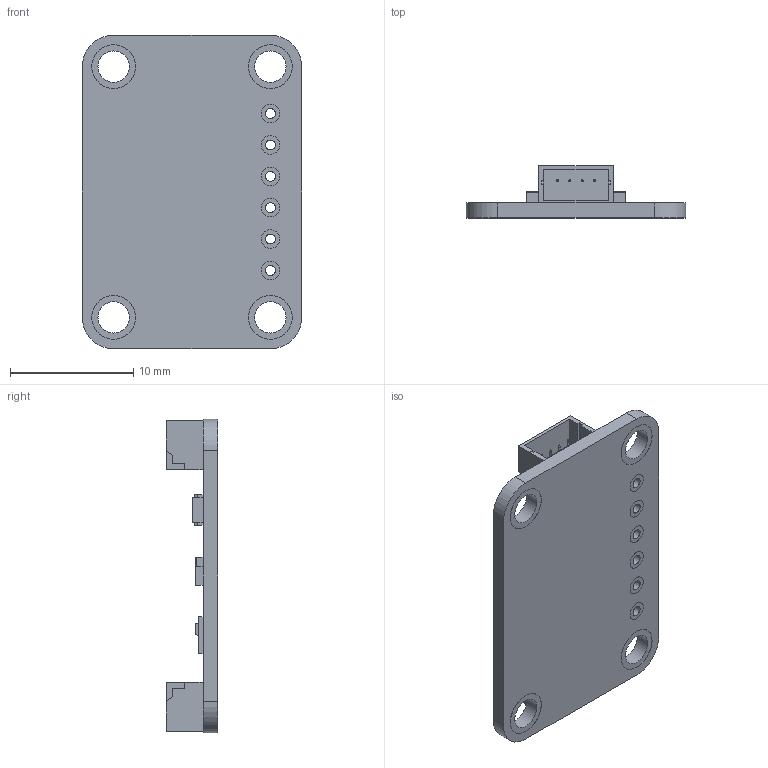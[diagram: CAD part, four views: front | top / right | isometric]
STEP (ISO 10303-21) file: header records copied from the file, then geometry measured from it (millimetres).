
FILE_DESCRIPTION(/* description */ (''),/* implementation_level */ '2;1');
FILE_NAME(/* name */ 'TSL2591.stp',/* time_stamp */ '2021-04-20T14:55:44+02:00',/* author */ ('Charles'),/* organization */ (''),/* preprocessor_version */ 'ST-DEVELOPER v18',/* originating_system */ 'Autodesk Inventor 2020',/* authorisation */ '');
FILE_SCHEMA (('AUTOMOTIVE_DESIGN { 1 0 10303 214 3 1 1 }'));
Length unit declared in the file: millimetre
Products named in the file (1): TSL2591
Bounding box: 17.78 x 4.2 x 25.4 mm (x, y, z)
Volume: 565.6 mm3; surface area: 1276.9 mm2
Topology: 1 solids, 2 shells, 732 faces, 2004 edges, 1352 vertices
Faces by surface type: plane 417, bspline 253, cylinder 54, cone 8
Full cylindrical faces by diameter (mm): 0.15 x8, 0.8 x6, 1.5 x12, 2.54 x4, 3.54 x8
Entity records: 24768 total; most frequent: CARTESIAN_POINT 7370, ORIENTED_EDGE 3992, DIRECTION 2614, EDGE_CURVE 1996, VERTEX_POINT 1352, LINE 1326, VECTOR 1326, EDGE_LOOP 836
